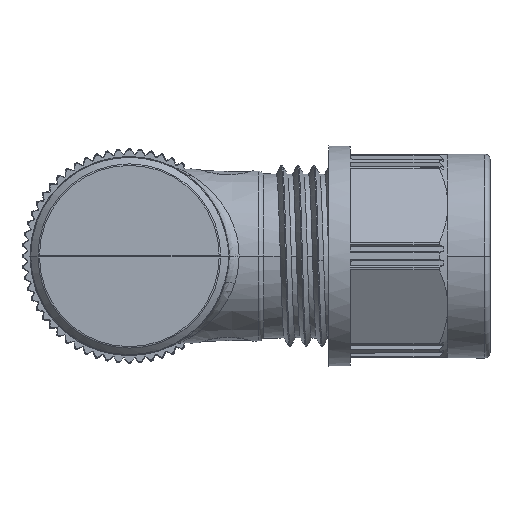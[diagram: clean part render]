
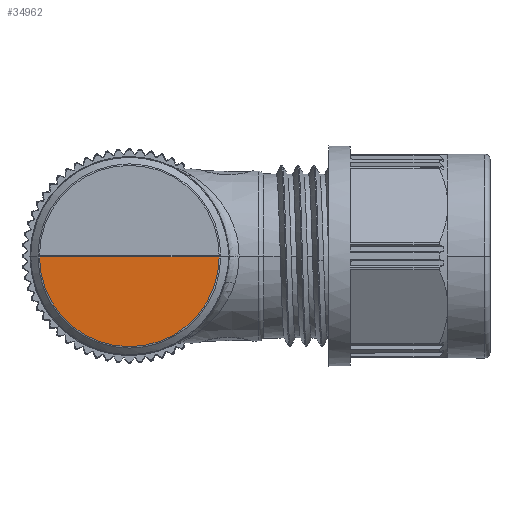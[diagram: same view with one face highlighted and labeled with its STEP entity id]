
A CAD part, front view. The second image highlights one B-rep face of the part: STEP entity #34962.
In plain terms, the highlighted planar face has unit normal (0, -1, -0.009).
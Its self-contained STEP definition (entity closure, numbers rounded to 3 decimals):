
#13600=CARTESIAN_POINT('',(8.367,-33.449,
-0.087));
#13602=DIRECTION('',(-1.,0.,0.));
#13603=VECTOR('',#13602,16.735);
#13604=CARTESIAN_POINT('',(8.367,-33.449,
-0.087));
#13605=LINE('',#13604,#13603);
#13625=CARTESIAN_POINT('',(0.,-33.449,
-0.075));
#13626=DIRECTION('',(0.,1.,0.009));
#13627=DIRECTION('',(1.,0.,-0.001));
#13628=AXIS2_PLACEMENT_3D('',#13625,#13626,#13627);
#19248=VERTEX_POINT('',#13600);
#19249=CARTESIAN_POINT('',(-8.367,-33.449,
-0.087));
#19250=VERTEX_POINT('',#19249);
#34952=CARTESIAN_POINT('',(9.252,-33.45,0.));
#34953=DIRECTION('',(0.,-1.,-0.009));
#34954=DIRECTION('',(-1.,0.,0.));
#34955=AXIS2_PLACEMENT_3D('',#34952,#34953,#34954);
#34956=PLANE('',#34955);
#34958=ORIENTED_EDGE('',*,*,#34957,.T.);
#34959=ORIENTED_EDGE('',*,*,#34939,.F.);
#34960=EDGE_LOOP('',(#34958,#34959));
#34961=FACE_OUTER_BOUND('',#34960,.F.);
#34962=ADVANCED_FACE('',(#34961),#34956,.T.);
#13629=CIRCLE('',#13628,8.367);
#34939=EDGE_CURVE('',#19248,#19250,#13605,.T.);
#34957=EDGE_CURVE('',#19248,#19250,#13629,.T.);
